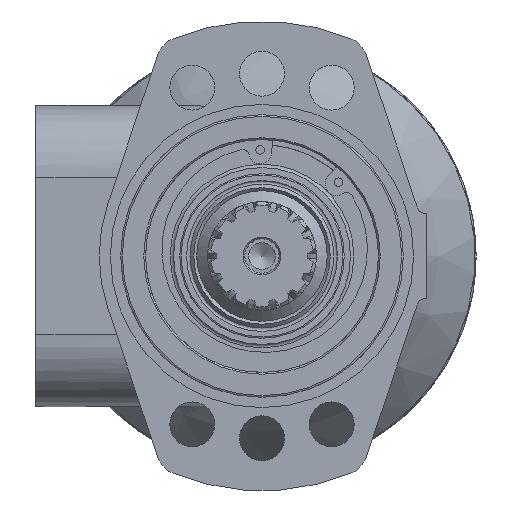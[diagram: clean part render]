
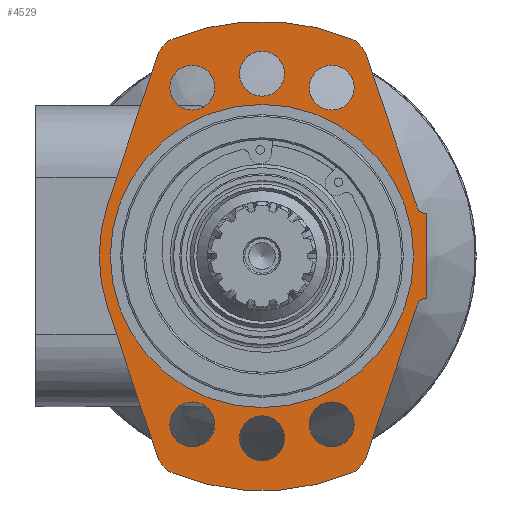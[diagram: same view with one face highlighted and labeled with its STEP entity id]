
A CAD part, left-side view. The second image highlights one B-rep face of the part: STEP entity #4529.
In plain terms, the highlighted planar face has unit normal (-1, 0, 0).
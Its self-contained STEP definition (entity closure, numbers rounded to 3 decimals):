
#412=LINE('',#7191,#608);
#415=LINE('',#7197,#611);
#419=LINE('',#7209,#615);
#424=LINE('',#7225,#620);
#427=LINE('',#7233,#623);
#432=LINE('',#7249,#628);
#436=LINE('',#7279,#632);
#608=VECTOR('',#5602,1000.);
#611=VECTOR('',#5607,1000.);
#615=VECTOR('',#5621,1000.);
#620=VECTOR('',#5640,1000.);
#623=VECTOR('',#5649,1000.);
#628=VECTOR('',#5668,1000.);
#632=VECTOR('',#5706,1000.);
#931=ORIENTED_EDGE('',*,*,#2171,.T.);
#932=ORIENTED_EDGE('',*,*,#2169,.T.);
#933=ORIENTED_EDGE('',*,*,#2168,.T.);
#934=ORIENTED_EDGE('',*,*,#2167,.T.);
#935=ORIENTED_EDGE('',*,*,#2166,.T.);
#936=ORIENTED_EDGE('',*,*,#2165,.T.);
#937=ORIENTED_EDGE('',*,*,#2164,.T.);
#938=ORIENTED_EDGE('',*,*,#2129,.F.);
#939=ORIENTED_EDGE('',*,*,#2170,.F.);
#940=ORIENTED_EDGE('',*,*,#2162,.T.);
#941=ORIENTED_EDGE('',*,*,#2160,.F.);
#942=ORIENTED_EDGE('',*,*,#2158,.F.);
#943=ORIENTED_EDGE('',*,*,#2156,.F.);
#944=ORIENTED_EDGE('',*,*,#2154,.F.);
#945=ORIENTED_EDGE('',*,*,#2152,.F.);
#946=ORIENTED_EDGE('',*,*,#2150,.F.);
#947=ORIENTED_EDGE('',*,*,#2148,.F.);
#948=ORIENTED_EDGE('',*,*,#2146,.F.);
#949=ORIENTED_EDGE('',*,*,#2144,.F.);
#950=ORIENTED_EDGE('',*,*,#2142,.F.);
#951=ORIENTED_EDGE('',*,*,#2140,.F.);
#952=ORIENTED_EDGE('',*,*,#2138,.F.);
#953=ORIENTED_EDGE('',*,*,#2136,.F.);
#954=ORIENTED_EDGE('',*,*,#2134,.T.);
#955=ORIENTED_EDGE('',*,*,#2132,.F.);
#2129=EDGE_CURVE('',#2771,#2772,#412,.T.);
#2132=EDGE_CURVE('',#2772,#2773,#415,.T.);
#2134=EDGE_CURVE('',#2774,#2773,#3221,.T.);
#2136=EDGE_CURVE('',#2774,#2775,#3222,.T.);
#2138=EDGE_CURVE('',#2775,#2776,#419,.T.);
#2140=EDGE_CURVE('',#2776,#2777,#3223,.T.);
#2142=EDGE_CURVE('',#2777,#2778,#3224,.T.);
#2144=EDGE_CURVE('',#2778,#2779,#3225,.T.);
#2146=EDGE_CURVE('',#2779,#2780,#424,.T.);
#2148=EDGE_CURVE('',#2780,#2781,#3226,.T.);
#2150=EDGE_CURVE('',#2781,#2782,#427,.T.);
#2152=EDGE_CURVE('',#2782,#2783,#3227,.T.);
#2154=EDGE_CURVE('',#2783,#2784,#3228,.T.);
#2156=EDGE_CURVE('',#2784,#2785,#3229,.T.);
#2158=EDGE_CURVE('',#2785,#2786,#432,.T.);
#2160=EDGE_CURVE('',#2786,#2787,#3230,.T.);
#2162=EDGE_CURVE('',#2788,#2787,#3231,.T.);
#2164=EDGE_CURVE('',#2789,#2789,#3232,.T.);
#2165=EDGE_CURVE('',#2790,#2790,#3233,.T.);
#2166=EDGE_CURVE('',#2791,#2791,#3234,.T.);
#2167=EDGE_CURVE('',#2792,#2792,#3235,.T.);
#2168=EDGE_CURVE('',#2793,#2793,#3236,.T.);
#2169=EDGE_CURVE('',#2794,#2794,#3237,.T.);
#2170=EDGE_CURVE('',#2788,#2771,#436,.T.);
#2171=EDGE_CURVE('',#2795,#2795,#3238,.T.);
#2771=VERTEX_POINT('',#7192);
#2772=VERTEX_POINT('',#7193);
#2773=VERTEX_POINT('',#7198);
#2774=VERTEX_POINT('',#7202);
#2775=VERTEX_POINT('',#7206);
#2776=VERTEX_POINT('',#7210);
#2777=VERTEX_POINT('',#7214);
#2778=VERTEX_POINT('',#7218);
#2779=VERTEX_POINT('',#7222);
#2780=VERTEX_POINT('',#7226);
#2781=VERTEX_POINT('',#7230);
#2782=VERTEX_POINT('',#7234);
#2783=VERTEX_POINT('',#7238);
#2784=VERTEX_POINT('',#7242);
#2785=VERTEX_POINT('',#7246);
#2786=VERTEX_POINT('',#7250);
#2787=VERTEX_POINT('',#7254);
#2788=VERTEX_POINT('',#7258);
#2789=VERTEX_POINT('',#7262);
#2790=VERTEX_POINT('',#7265);
#2791=VERTEX_POINT('',#7268);
#2792=VERTEX_POINT('',#7271);
#2793=VERTEX_POINT('',#7274);
#2794=VERTEX_POINT('',#7277);
#2795=VERTEX_POINT('',#7282);
#3221=CIRCLE('',#4903,2.);
#3222=CIRCLE('',#4905,47.5);
#3223=CIRCLE('',#4908,8.);
#3224=CIRCLE('',#4910,68.5);
#3225=CIRCLE('',#4912,8.);
#3226=CIRCLE('',#4915,47.5);
#3227=CIRCLE('',#4918,8.);
#3228=CIRCLE('',#4920,68.5);
#3229=CIRCLE('',#4922,8.);
#3230=CIRCLE('',#4925,47.5);
#3231=CIRCLE('',#4927,2.);
#3232=CIRCLE('',#4929,6.55);
#3233=CIRCLE('',#4931,6.55);
#3234=CIRCLE('',#4933,6.55);
#3235=CIRCLE('',#4935,6.55);
#3236=CIRCLE('',#4937,6.55);
#3237=CIRCLE('',#4939,6.55);
#3238=CIRCLE('',#4942,44.25);
#3590=EDGE_LOOP('',(#931));
#3591=EDGE_LOOP('',(#932));
#3592=EDGE_LOOP('',(#933));
#3593=EDGE_LOOP('',(#934));
#3594=EDGE_LOOP('',(#935));
#3595=EDGE_LOOP('',(#936));
#3596=EDGE_LOOP('',(#937));
#3597=EDGE_LOOP('',(#938,#939,#940,#941,#942,#943,#944,#945,#946,#947,#948,
#949,#950,#951,#952,#953,#954,#955));
#4026=FACE_BOUND('',#3590,.T.);
#4027=FACE_BOUND('',#3591,.T.);
#4028=FACE_BOUND('',#3592,.T.);
#4029=FACE_BOUND('',#3593,.T.);
#4030=FACE_BOUND('',#3594,.T.);
#4031=FACE_BOUND('',#3595,.T.);
#4032=FACE_BOUND('',#3596,.T.);
#4033=FACE_BOUND('',#3597,.T.);
#4425=PLANE('',#4941);
#4529=ADVANCED_FACE('',(#4026,#4027,#4028,#4029,#4030,#4031,#4032,#4033),
#4425,.F.);
#4903=AXIS2_PLACEMENT_3D('',#7201,#5611,#5612);
#4905=AXIS2_PLACEMENT_3D('',#7205,#5616,#5617);
#4908=AXIS2_PLACEMENT_3D('',#7213,#5625,#5626);
#4910=AXIS2_PLACEMENT_3D('',#7217,#5630,#5631);
#4912=AXIS2_PLACEMENT_3D('',#7221,#5635,#5636);
#4915=AXIS2_PLACEMENT_3D('',#7229,#5644,#5645);
#4918=AXIS2_PLACEMENT_3D('',#7237,#5653,#5654);
#4920=AXIS2_PLACEMENT_3D('',#7241,#5658,#5659);
#4922=AXIS2_PLACEMENT_3D('',#7245,#5663,#5664);
#4925=AXIS2_PLACEMENT_3D('',#7253,#5672,#5673);
#4927=AXIS2_PLACEMENT_3D('',#7257,#5677,#5678);
#4929=AXIS2_PLACEMENT_3D('',#7261,#5682,#5683);
#4931=AXIS2_PLACEMENT_3D('',#7264,#5686,#5687);
#4933=AXIS2_PLACEMENT_3D('',#7267,#5690,#5691);
#4935=AXIS2_PLACEMENT_3D('',#7270,#5694,#5695);
#4937=AXIS2_PLACEMENT_3D('',#7273,#5698,#5699);
#4939=AXIS2_PLACEMENT_3D('',#7276,#5702,#5703);
#4941=AXIS2_PLACEMENT_3D('',#7280,#5707,#5708);
#4942=AXIS2_PLACEMENT_3D('',#7281,#5709,#5710);
#5602=DIRECTION('',(0.,-1.,0.));
#5607=DIRECTION('',(0.,0.,-1.));
#5611=DIRECTION('',(1.,0.,0.));
#5612=DIRECTION('',(0.,0.,-1.));
#5616=DIRECTION('',(1.,0.,0.));
#5617=DIRECTION('',(0.,0.,-1.));
#5621=DIRECTION('',(0.,-0.948,-0.317));
#5625=DIRECTION('',(1.,0.,0.));
#5626=DIRECTION('',(0.,0.,-1.));
#5630=DIRECTION('',(1.,0.,0.));
#5631=DIRECTION('',(0.,0.,-1.));
#5635=DIRECTION('',(1.,0.,0.));
#5636=DIRECTION('',(0.,0.,-1.));
#5640=DIRECTION('',(0.,0.948,-0.317));
#5644=DIRECTION('',(1.,0.,0.));
#5645=DIRECTION('',(0.,0.,-1.));
#5649=DIRECTION('',(0.,0.948,0.317));
#5653=DIRECTION('',(1.,0.,0.));
#5654=DIRECTION('',(0.,0.,-1.));
#5658=DIRECTION('',(1.,0.,0.));
#5659=DIRECTION('',(0.,0.,-1.));
#5663=DIRECTION('',(1.,0.,0.));
#5664=DIRECTION('',(0.,0.,-1.));
#5668=DIRECTION('',(0.,-0.948,0.317));
#5672=DIRECTION('',(1.,0.,0.));
#5673=DIRECTION('',(0.,0.,-1.));
#5677=DIRECTION('',(1.,0.,0.));
#5678=DIRECTION('',(0.,0.,-1.));
#5682=DIRECTION('',(1.,0.,0.));
#5683=DIRECTION('',(0.,0.,-1.));
#5686=DIRECTION('',(1.,0.,0.));
#5687=DIRECTION('',(0.,0.,-1.));
#5690=DIRECTION('',(1.,0.,0.));
#5691=DIRECTION('',(0.,0.,-1.));
#5694=DIRECTION('',(1.,0.,0.));
#5695=DIRECTION('',(0.,0.,-1.));
#5698=DIRECTION('',(1.,0.,0.));
#5699=DIRECTION('',(0.,0.,-1.));
#5702=DIRECTION('',(1.,0.,0.));
#5703=DIRECTION('',(0.,0.,-1.));
#5706=DIRECTION('',(0.,0.,1.));
#5707=DIRECTION('',(1.,0.,0.));
#5708=DIRECTION('',(0.,0.,-1.));
#5709=DIRECTION('',(1.,0.,0.));
#5710=DIRECTION('',(0.,0.,-1.));
#7191=CARTESIAN_POINT('',(0.,12.5,48.));
#7192=CARTESIAN_POINT('',(0.,12.5,48.));
#7193=CARTESIAN_POINT('',(0.,-12.5,48.));
#7197=CARTESIAN_POINT('',(0.,-12.5,48.));
#7198=CARTESIAN_POINT('',(0.,-12.5,47.329));
#7201=CARTESIAN_POINT('',(0.,-14.5,47.329));
#7202=CARTESIAN_POINT('',(0.,-13.914,45.416));
#7205=CARTESIAN_POINT('',(0.,0.,0.));
#7206=CARTESIAN_POINT('',(0.,-15.072,45.045));
#7209=CARTESIAN_POINT('',(0.,-15.072,45.045));
#7210=CARTESIAN_POINT('',(0.,-58.53,30.505));
#7213=CARTESIAN_POINT('',(0.,-55.991,22.918));
#7214=CARTESIAN_POINT('',(0.,-63.395,25.949));
#7217=CARTESIAN_POINT('',(0.,0.,0.));
#7218=CARTESIAN_POINT('',(0.,-63.395,-25.949));
#7221=CARTESIAN_POINT('',(0.,-55.991,-22.918));
#7222=CARTESIAN_POINT('',(0.,-58.53,-30.505));
#7225=CARTESIAN_POINT('',(0.,-58.53,-30.505));
#7226=CARTESIAN_POINT('',(0.,-15.072,-45.045));
#7229=CARTESIAN_POINT('',(0.,0.,0.));
#7230=CARTESIAN_POINT('',(0.,15.072,-45.045));
#7233=CARTESIAN_POINT('',(0.,15.072,-45.045));
#7234=CARTESIAN_POINT('',(0.,58.53,-30.505));
#7237=CARTESIAN_POINT('',(0.,55.991,-22.918));
#7238=CARTESIAN_POINT('',(0.,63.395,-25.949));
#7241=CARTESIAN_POINT('',(0.,0.,0.));
#7242=CARTESIAN_POINT('',(0.,63.395,25.949));
#7245=CARTESIAN_POINT('',(0.,55.991,22.918));
#7246=CARTESIAN_POINT('',(0.,58.53,30.505));
#7249=CARTESIAN_POINT('',(0.,58.53,30.505));
#7250=CARTESIAN_POINT('',(0.,15.072,45.045));
#7253=CARTESIAN_POINT('',(0.,0.,0.));
#7254=CARTESIAN_POINT('',(0.,13.914,45.416));
#7257=CARTESIAN_POINT('',(0.,14.5,47.329));
#7258=CARTESIAN_POINT('',(0.,12.5,47.329));
#7261=CARTESIAN_POINT('',(0.,-49.15,-20.359));
#7262=CARTESIAN_POINT('',(0.,-49.15,-26.909));
#7264=CARTESIAN_POINT('',(0.,49.15,-20.359));
#7265=CARTESIAN_POINT('',(0.,49.15,-26.909));
#7267=CARTESIAN_POINT('',(0.,53.2,0.));
#7268=CARTESIAN_POINT('',(0.,53.2,-6.55));
#7270=CARTESIAN_POINT('',(0.,-53.2,0.));
#7271=CARTESIAN_POINT('',(0.,-53.2,-6.55));
#7273=CARTESIAN_POINT('',(0.,49.15,20.359));
#7274=CARTESIAN_POINT('',(0.,49.15,13.809));
#7276=CARTESIAN_POINT('',(0.,-49.15,20.359));
#7277=CARTESIAN_POINT('',(0.,-49.15,13.809));
#7279=CARTESIAN_POINT('',(0.,12.5,47.329));
#7280=CARTESIAN_POINT('',(0.,0.,0.));
#7281=CARTESIAN_POINT('',(0.,0.,0.));
#7282=CARTESIAN_POINT('',(0.,0.,-44.25));
